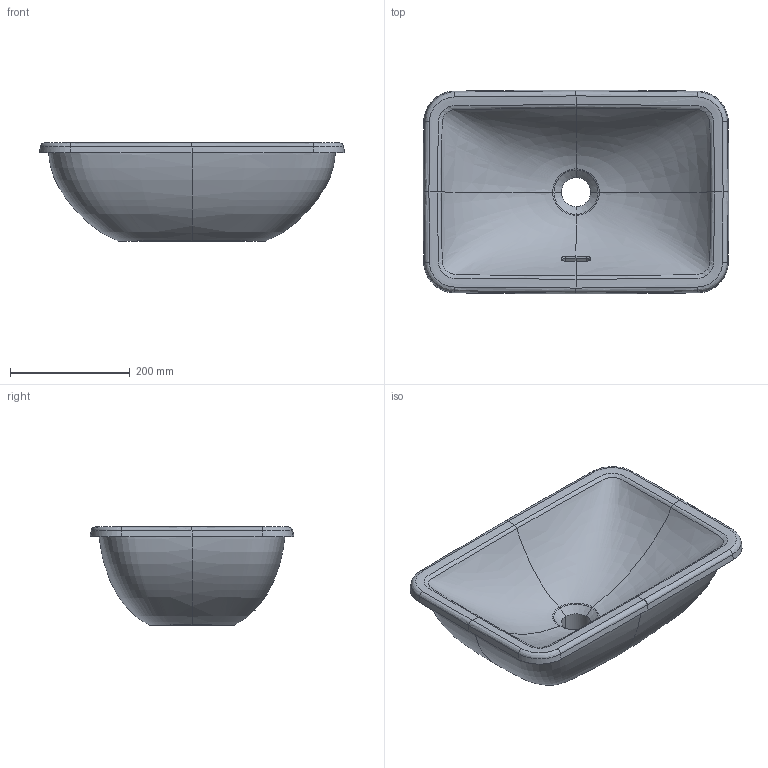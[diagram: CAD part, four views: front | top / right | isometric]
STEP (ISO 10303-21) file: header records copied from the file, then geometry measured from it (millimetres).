
FILE_DESCRIPTION(/* description */ (''),/* implementation_level */ '2;1');
FILE_NAME(/* name */ '4A6408_4A6400_4A6401_4A5600_4A5601.stp',/* time_stamp */ '2021-02-08T16:02:33+01:00',/* author */ (''),/* organization */ (''),/* preprocessor_version */ 'ST-DEVELOPER v16.7',/* originating_system */ 'SIEMENS PLM Software NX 1863',/* authorisation */ '');
FILE_SCHEMA (('AUTOMOTIVE_DESIGN { 1 0 10303 214 3 1 1 1 }'));
Length unit declared in the file: millimetre
Products named in the file (1): Sier0C2C7A1576f9
Bounding box: 510 x 340 x 164.32 mm (x, y, z)
Volume: 9702335.5 mm3; surface area: 521150 mm2
Topology: 1 solids, 1 shells, 118 faces, 258 edges, 140 vertices
Faces by surface type: bspline 56, cone 28, torus 24, plane 10
Entity records: 17035 total; most frequent: CARTESIAN_POINT 14794, ORIENTED_EDGE 516, DIRECTION 384, EDGE_CURVE 258, AXIS2_PLACEMENT_3D 173, VERTEX_POINT 140, ADVANCED_FACE 118, FACE_OUTER_BOUND 118
